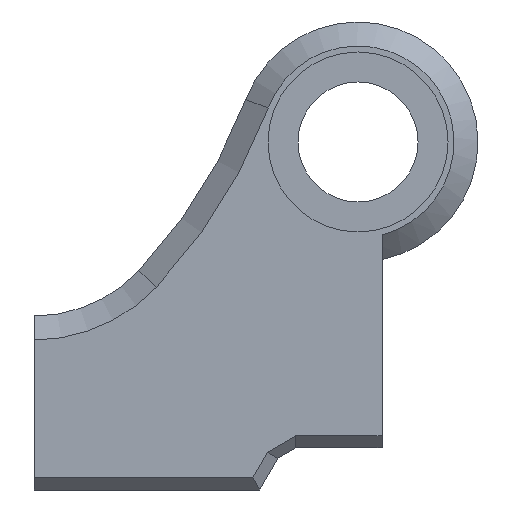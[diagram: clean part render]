
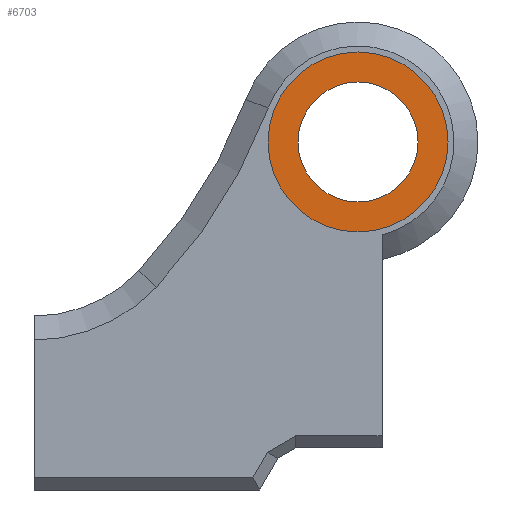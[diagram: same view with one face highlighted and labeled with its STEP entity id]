
A CAD part, front view. The second image highlights one B-rep face of the part: STEP entity #6703.
In plain terms, the highlighted planar face has unit normal (0, -1, 0).
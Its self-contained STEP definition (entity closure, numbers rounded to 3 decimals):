
#2938 = CYLINDRICAL_SURFACE('',#2939,5.);
#2939 = AXIS2_PLACEMENT_3D('',#2940,#2941,#2942);
#2940 = CARTESIAN_POINT('',(27.,-7.,20.));
#2941 = DIRECTION('',(0.,1.,0.));
#2942 = DIRECTION('',(1.,0.,0.));
#4534 = CYLINDRICAL_SURFACE('',#4535,7.5);
#4535 = AXIS2_PLACEMENT_3D('',#4536,#4537,#4538);
#4536 = CARTESIAN_POINT('',(27.,-2.,20.));
#4537 = DIRECTION('',(0.,-1.,0.));
#4538 = DIRECTION('',(1.,0.,0.));
#5690 = VERTEX_POINT('',#5691);
#5691 = CARTESIAN_POINT('',(34.5,-2.,20.));
#5712 = EDGE_CURVE('',#5690,#5690,#5713,.T.);
#5713 = SURFACE_CURVE('',#5714,(#5719,#5726),.PCURVE_S1.);
#5714 = CIRCLE('',#5715,7.5);
#5715 = AXIS2_PLACEMENT_3D('',#5716,#5717,#5718);
#5716 = CARTESIAN_POINT('',(27.,-2.,20.));
#5717 = DIRECTION('',(0.,-1.,0.));
#5718 = DIRECTION('',(1.,0.,0.));
#5719 = PCURVE('',#4534,#5720);
#5720 = DEFINITIONAL_REPRESENTATION('',(#5721),#5725);
#5721 = LINE('',#5722,#5723);
#5722 = CARTESIAN_POINT('',(0.,0.));
#5723 = VECTOR('',#5724,1.);
#5724 = DIRECTION('',(1.,0.));
#5725 = ( GEOMETRIC_REPRESENTATION_CONTEXT(2) 
PARAMETRIC_REPRESENTATION_CONTEXT() REPRESENTATION_CONTEXT('2D SPACE',''
  ) );
#5726 = PCURVE('',#5727,#5732);
#5727 = PLANE('',#5728);
#5728 = AXIS2_PLACEMENT_3D('',#5729,#5730,#5731);
#5729 = CARTESIAN_POINT('',(27.,-2.,20.));
#5730 = DIRECTION('',(0.,-1.,0.));
#5731 = DIRECTION('',(1.,0.,0.));
#5732 = DEFINITIONAL_REPRESENTATION('',(#5733),#5737);
#5733 = CIRCLE('',#5734,7.5);
#5734 = AXIS2_PLACEMENT_2D('',#5735,#5736);
#5735 = CARTESIAN_POINT('',(0.,0.));
#5736 = DIRECTION('',(1.,0.));
#5737 = ( GEOMETRIC_REPRESENTATION_CONTEXT(2) 
PARAMETRIC_REPRESENTATION_CONTEXT() REPRESENTATION_CONTEXT('2D SPACE',''
  ) );
#6703 = ADVANCED_FACE('',(#6704,#6707),#5727,.T.);
#6704 = FACE_BOUND('',#6705,.T.);
#6705 = EDGE_LOOP('',(#6706));
#6706 = ORIENTED_EDGE('',*,*,#5712,.T.);
#6707 = FACE_BOUND('',#6708,.T.);
#6708 = EDGE_LOOP('',(#6709));
#6709 = ORIENTED_EDGE('',*,*,#6710,.F.);
#6710 = EDGE_CURVE('',#6711,#6711,#6713,.T.);
#6711 = VERTEX_POINT('',#6712);
#6712 = CARTESIAN_POINT('',(32.,-2.,20.));
#6713 = SURFACE_CURVE('',#6714,(#6719,#6726),.PCURVE_S1.);
#6714 = CIRCLE('',#6715,5.);
#6715 = AXIS2_PLACEMENT_3D('',#6716,#6717,#6718);
#6716 = CARTESIAN_POINT('',(27.,-2.,20.));
#6717 = DIRECTION('',(0.,-1.,0.));
#6718 = DIRECTION('',(1.,0.,0.));
#6719 = PCURVE('',#5727,#6720);
#6720 = DEFINITIONAL_REPRESENTATION('',(#6721),#6725);
#6721 = CIRCLE('',#6722,5.);
#6722 = AXIS2_PLACEMENT_2D('',#6723,#6724);
#6723 = CARTESIAN_POINT('',(0.,0.));
#6724 = DIRECTION('',(1.,0.));
#6725 = ( GEOMETRIC_REPRESENTATION_CONTEXT(2) 
PARAMETRIC_REPRESENTATION_CONTEXT() REPRESENTATION_CONTEXT('2D SPACE',''
  ) );
#6726 = PCURVE('',#2938,#6727);
#6727 = DEFINITIONAL_REPRESENTATION('',(#6728),#6754);
#6728 = B_SPLINE_CURVE_WITH_KNOTS('',3,(#6729,#6730,#6731,#6732,#6733,
    #6734,#6735,#6736,#6737,#6738,#6739,#6740,#6741,#6742,#6743,#6744,
    #6745,#6746,#6747,#6748,#6749,#6750,#6751,#6752,#6753),
  .UNSPECIFIED.,.F.,.F.,(4,1,1,1,1,1,1,1,1,1,1,1,1,1,1,1,1,1,1,1,1,1,4),
  (0.,0.286,0.571,0.857,1.142,
    1.428,1.714,1.999,2.285,
    2.57,2.856,3.142,3.427,
    3.713,3.998,4.284,4.57,
    4.855,5.141,5.426,5.712,
    5.998,6.283),.QUASI_UNIFORM_KNOTS.);
#6729 = CARTESIAN_POINT('',(0.,5.));
#6730 = CARTESIAN_POINT('',(-0.095,5.));
#6731 = CARTESIAN_POINT('',(-0.286,5.));
#6732 = CARTESIAN_POINT('',(-0.571,5.));
#6733 = CARTESIAN_POINT('',(-0.857,5.));
#6734 = CARTESIAN_POINT('',(-1.142,5.));
#6735 = CARTESIAN_POINT('',(-1.428,5.));
#6736 = CARTESIAN_POINT('',(-1.714,5.));
#6737 = CARTESIAN_POINT('',(-1.999,5.));
#6738 = CARTESIAN_POINT('',(-2.285,5.));
#6739 = CARTESIAN_POINT('',(-2.57,5.));
#6740 = CARTESIAN_POINT('',(-2.856,5.));
#6741 = CARTESIAN_POINT('',(-3.142,5.));
#6742 = CARTESIAN_POINT('',(-3.427,5.));
#6743 = CARTESIAN_POINT('',(-3.713,5.));
#6744 = CARTESIAN_POINT('',(-3.998,5.));
#6745 = CARTESIAN_POINT('',(-4.284,5.));
#6746 = CARTESIAN_POINT('',(-4.57,5.));
#6747 = CARTESIAN_POINT('',(-4.855,5.));
#6748 = CARTESIAN_POINT('',(-5.141,5.));
#6749 = CARTESIAN_POINT('',(-5.426,5.));
#6750 = CARTESIAN_POINT('',(-5.712,5.));
#6751 = CARTESIAN_POINT('',(-5.998,5.));
#6752 = CARTESIAN_POINT('',(-6.188,5.));
#6753 = CARTESIAN_POINT('',(-6.283,5.));
#6754 = ( GEOMETRIC_REPRESENTATION_CONTEXT(2) 
PARAMETRIC_REPRESENTATION_CONTEXT() REPRESENTATION_CONTEXT('2D SPACE',''
  ) );
